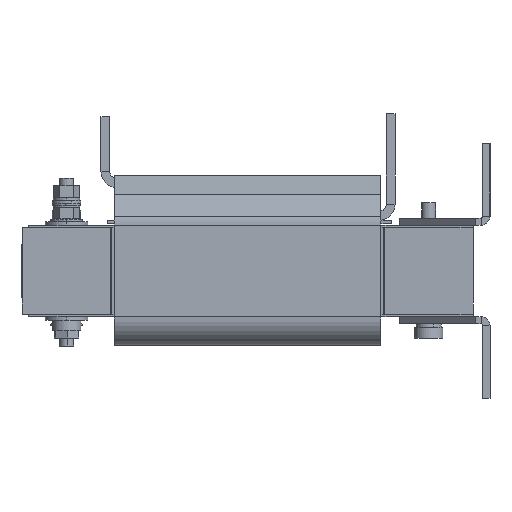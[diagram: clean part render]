
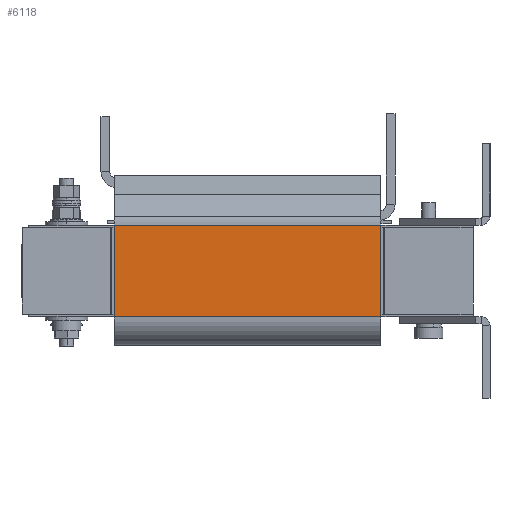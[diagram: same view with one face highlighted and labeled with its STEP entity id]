
A CAD part, left-side view. The second image highlights one B-rep face of the part: STEP entity #6118.
In plain terms, the highlighted planar face has unit normal (-1, 0, 0).
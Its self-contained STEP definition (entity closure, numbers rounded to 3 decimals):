
#332 = ORIENTED_EDGE ( 'NONE', *, *, #6819, .T. ) ;
#510 = VERTEX_POINT ( 'NONE', #10425 ) ;
#836 = DIRECTION ( 'NONE',  ( 0., -1., 0. ) ) ;
#1445 = VERTEX_POINT ( 'NONE', #4155 ) ;
#1686 = VERTEX_POINT ( 'NONE', #8948 ) ;
#1903 = DIRECTION ( 'NONE',  ( 0., 0., -1. ) ) ;
#2509 = AXIS2_PLACEMENT_3D ( 'NONE', #15287, #9257, #1903 ) ;
#3196 = CARTESIAN_POINT ( 'NONE',  ( -141.1, 75., 25.749 ) ) ;
#4155 = CARTESIAN_POINT ( 'NONE',  ( -141.1, -75., -25.77 ) ) ;
#4195 = ORIENTED_EDGE ( 'NONE', *, *, #15624, .T. ) ;
#4536 = CARTESIAN_POINT ( 'NONE',  ( -141.1, 75., -25.77 ) ) ;
#5078 = LINE ( 'NONE', #6189, #5804 ) ;
#5171 = EDGE_CURVE ( 'Defeature ausgef�hrt2_357+Defeature ausgef�hrt2_358+Defeature ausgef�hrt2_365+Defeature ausgef�hrt2_363', #11627, #1686, #10812, .T. ) ;
#5509 = ORIENTED_EDGE ( 'NONE', *, *, #5171, .F. ) ;
#5804 = VECTOR ( 'NONE', #10000, 1000. ) ;
#6118 = ADVANCED_FACE ( 'Defeature ausgef�hrt2_358', ( #6723 ), #7910, .F. ) ;
#6189 = CARTESIAN_POINT ( 'NONE',  ( -141.1, -75., -25.77 ) ) ;
#6723 = FACE_OUTER_BOUND ( 'NONE', #10309, .T. ) ;
#6819 = EDGE_CURVE ( 'Defeature ausgef�hrt2_358+Defeature ausgef�hrt2_363+Defeature ausgef�hrt2_359+Defeature ausgef�hrt2_357', #1445, #1686, #5078, .T. ) ;
#7897 = CARTESIAN_POINT ( 'NONE',  ( -141.1, 75., -25.77 ) ) ;
#7910 = PLANE ( 'NONE',  #2509 ) ;
#8125 = DIRECTION ( 'NONE',  ( 0., 0., 1. ) ) ;
#8948 = CARTESIAN_POINT ( 'NONE',  ( -141.1, -75., 25.749 ) ) ;
#9257 = DIRECTION ( 'NONE',  ( 1., 0., 0. ) ) ;
#9527 = EDGE_CURVE ( 'Defeature ausgef�hrt2_365+Defeature ausgef�hrt2_358+Defeature ausgef�hrt2_359+Defeature ausgef�hrt2_357', #510, #11627, #10361, .T. ) ;
#9783 = CARTESIAN_POINT ( 'NONE',  ( -141.1, 75., 25.749 ) ) ;
#9891 = VECTOR ( 'NONE', #8125, 1000. ) ;
#10000 = DIRECTION ( 'NONE',  ( 0., 0., 1. ) ) ;
#10309 = EDGE_LOOP ( 'NONE', ( #332, #5509, #14610, #4195 ) ) ;
#10361 = LINE ( 'NONE', #7897, #9891 ) ;
#10425 = CARTESIAN_POINT ( 'NONE',  ( -141.1, 75., -25.77 ) ) ;
#10766 = VECTOR ( 'NONE', #14624, 1000. ) ;
#10812 = LINE ( 'NONE', #9783, #10766 ) ;
#11627 = VERTEX_POINT ( 'NONE', #3196 ) ;
#11832 = LINE ( 'NONE', #4536, #13317 ) ;
#13317 = VECTOR ( 'NONE', #836, 1000. ) ;
#14610 = ORIENTED_EDGE ( 'NONE', *, *, #9527, .F. ) ;
#14624 = DIRECTION ( 'NONE',  ( 0., -1., 0. ) ) ;
#15287 = CARTESIAN_POINT ( 'NONE',  ( -141.1, 75., -25.77 ) ) ;
#15624 = EDGE_CURVE ( 'Defeature ausgef�hrt2_358+Defeature ausgef�hrt2_359+Defeature ausgef�hrt2_365+Defeature ausgef�hrt2_363', #510, #1445, #11832, .T. ) ;
